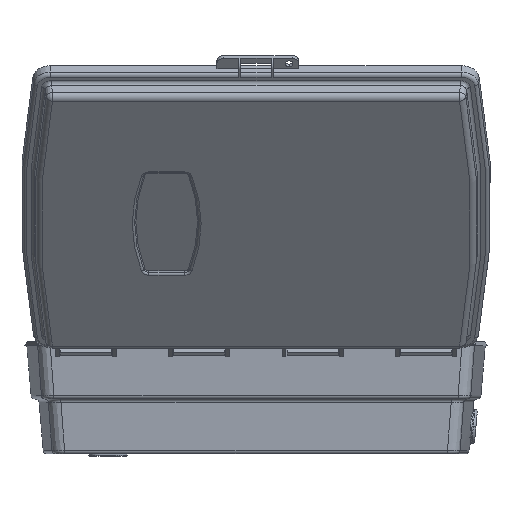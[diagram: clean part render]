
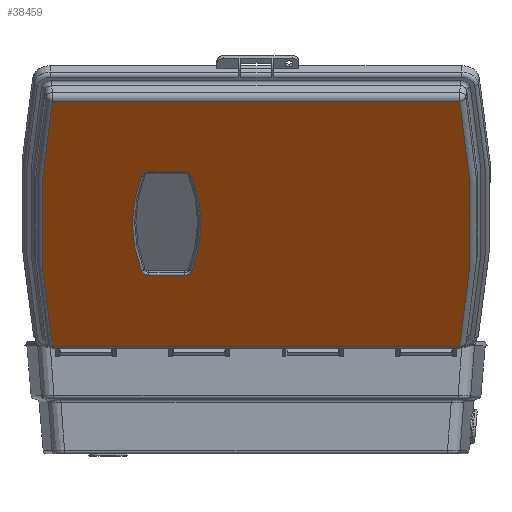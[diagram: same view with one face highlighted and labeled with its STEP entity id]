
A CAD part, left-side view. The second image highlights one B-rep face of the part: STEP entity #38459.
In plain terms, the highlighted face is planar.
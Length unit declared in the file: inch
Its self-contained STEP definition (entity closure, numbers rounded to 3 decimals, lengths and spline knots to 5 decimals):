
#743 = CARTESIAN_POINT ( 'NONE',  ( -2.04724, 2.20221, 0.98425 ) ) ;
#1305 = ORIENTED_EDGE ( 'NONE', *, *, #3996, .T. ) ;
#1365 = CARTESIAN_POINT ( 'NONE',  ( 2.04724, 3.3096, 0.98425 ) ) ;
#1633 = DIRECTION ( 'NONE',  ( 1., 0., 0. ) ) ;
#1637 = ORIENTED_EDGE ( 'NONE', *, *, #2633, .T. ) ;
#1755 = AXIS2_PLACEMENT_3D ( 'NONE', #39060, #26929, #7153 ) ;
#1834 = PLANE ( 'NONE',  #22362 ) ;
#1928 = DIRECTION ( 'NONE',  ( 1., 0., 0. ) ) ;
#1938 = CARTESIAN_POINT ( 'NONE',  ( 1.88068, 3.53531, 0.98425 ) ) ;
#2413 = CARTESIAN_POINT ( 'NONE',  ( 1.81102, 3.3096, 0.98425 ) ) ;
#2554 = DIRECTION ( 'NONE',  ( 0., 0., 1. ) ) ;
#2633 = EDGE_CURVE ( 'NONE', #36961, #16078, #17298, .T. ) ;
#2849 = EDGE_CURVE ( 'NONE', #10461, #21783, #9850, .T. ) ;
#3040 = EDGE_CURVE ( 'NONE', #25085, #12609, #21298, .T. ) ;
#3598 = DIRECTION ( 'NONE',  ( 1., 0., 0. ) ) ;
#3928 = ORIENTED_EDGE ( 'NONE', *, *, #25174, .T. ) ;
#3996 = EDGE_CURVE ( 'NONE', #30290, #10461, #5423, .T. ) ;
#4002 = DIRECTION ( 'NONE',  ( 0., 0., -1. ) ) ;
#4109 = CARTESIAN_POINT ( 'NONE',  ( 4.85162, -6.28438, 0.98425 ) ) ;
#4990 = ORIENTED_EDGE ( 'NONE', *, *, #3040, .T. ) ;
#5423 = CIRCLE ( 'NONE', #35371, 33.00123 ) ;
#6933 = ORIENTED_EDGE ( 'NONE', *, *, #27631, .T. ) ;
#7153 = DIRECTION ( 'NONE',  ( 1., 0., 0. ) ) ;
#7457 = CIRCLE ( 'NONE', #8155, 33.00123 ) ;
#7497 = DIRECTION ( 'NONE',  ( 1., 0., 0. ) ) ;
#7900 = CARTESIAN_POINT ( 'NONE',  ( -4.85162, 6.28438, 0.98425 ) ) ;
#8155 = AXIS2_PLACEMENT_3D ( 'NONE', #17780, #2554, #1928 ) ;
#8628 = ORIENTED_EDGE ( 'NONE', *, *, #26599, .T. ) ;
#8818 = ORIENTED_EDGE ( 'NONE', *, *, #27095, .T. ) ;
#9305 = EDGE_CURVE ( 'NONE', #40067, #30290, #32182, .T. ) ;
#9614 = CARTESIAN_POINT ( 'NONE',  ( -1.88068, 1.9765, 0.98425 ) ) ;
#9850 = LINE ( 'NONE', #25462, #33952 ) ;
#9875 = CARTESIAN_POINT ( 'NONE',  ( 4.85162, 6.28438, 0.98425 ) ) ;
#10461 = VERTEX_POINT ( 'NONE', #4109 ) ;
#11214 = ORIENTED_EDGE ( 'NONE', *, *, #2849, .T. ) ;
#11789 = AXIS2_PLACEMENT_3D ( 'NONE', #2413, #27838, #1633 ) ;
#11856 = CARTESIAN_POINT ( 'NONE',  ( 0., 8.07087, 0.98425 ) ) ;
#11888 = LINE ( 'NONE', #15225, #24250 ) ;
#12285 = EDGE_LOOP ( 'NONE', ( #8628, #16457, #3928, #1637, #26736, #8818, #6933, #4990 ) ) ;
#12609 = VERTEX_POINT ( 'NONE', #38505 ) ;
#12677 = AXIS2_PLACEMENT_3D ( 'NONE', #36733, #4002, #16710 ) ;
#12909 = VERTEX_POINT ( 'NONE', #743 ) ;
#13122 = VERTEX_POINT ( 'NONE', #1365 ) ;
#13582 = EDGE_CURVE ( 'NONE', #21783, #40067, #7457, .T. ) ;
#14564 = DIRECTION ( 'NONE',  ( 0., 0., 1. ) ) ;
#14680 = VECTOR ( 'NONE', #29051, 39.37008 ) ;
#15225 = CARTESIAN_POINT ( 'NONE',  ( 2.04724, 2.20221, 0.98425 ) ) ;
#15958 = AXIS2_PLACEMENT_3D ( 'NONE', #36166, #39502, #17581 ) ;
#16078 = VERTEX_POINT ( 'NONE', #35971 ) ;
#16457 = ORIENTED_EDGE ( 'NONE', *, *, #17256, .T. ) ;
#16710 = DIRECTION ( 'NONE',  ( 1., 0., 0. ) ) ;
#16825 = CIRCLE ( 'NONE', #38807, 6.37795 ) ;
#17256 = EDGE_CURVE ( 'NONE', #19753, #13122, #27767, .T. ) ;
#17298 = CIRCLE ( 'NONE', #15958, 0.23622 ) ;
#17483 = FACE_OUTER_BOUND ( 'NONE', #29350, .T. ) ;
#17581 = DIRECTION ( 'NONE',  ( 1., 0., 0. ) ) ;
#17780 = CARTESIAN_POINT ( 'NONE',  ( 0., -26.35827, 0.98425 ) ) ;
#17857 = ORIENTED_EDGE ( 'NONE', *, *, #13582, .T. ) ;
#19753 = VERTEX_POINT ( 'NONE', #1938 ) ;
#21058 = VERTEX_POINT ( 'NONE', #9614 ) ;
#21252 = CARTESIAN_POINT ( 'NONE',  ( 2.04724, 2.20221, 0.98425 ) ) ;
#21298 = CIRCLE ( 'NONE', #12677, 0.23622 ) ;
#21783 = VERTEX_POINT ( 'NONE', #9875 ) ;
#22342 = DIRECTION ( 'NONE',  ( 0., 0., 1. ) ) ;
#22362 = AXIS2_PLACEMENT_3D ( 'NONE', #27473, #14564, #27275 ) ;
#22736 = DIRECTION ( 'NONE',  ( 0., 1., 0. ) ) ;
#23327 = CARTESIAN_POINT ( 'NONE',  ( -1.81102, 2.20221, 0.98425 ) ) ;
#24250 = VECTOR ( 'NONE', #36725, 39.37008 ) ;
#24423 = DIRECTION ( 'NONE',  ( 0., 1., 0. ) ) ;
#24556 = DIRECTION ( 'NONE',  ( 1., 0., 0. ) ) ;
#25085 = VERTEX_POINT ( 'NONE', #25872 ) ;
#25174 = EDGE_CURVE ( 'NONE', #13122, #36961, #11888, .T. ) ;
#25462 = CARTESIAN_POINT ( 'NONE',  ( 4.85162, 6.43957, 0.98425 ) ) ;
#25872 = CARTESIAN_POINT ( 'NONE',  ( -2.04724, 3.3096, 0.98425 ) ) ;
#26394 = AXIS2_PLACEMENT_3D ( 'NONE', #23327, #36082, #7497 ) ;
#26419 = VECTOR ( 'NONE', #24423, 39.37008 ) ;
#26599 = EDGE_CURVE ( 'NONE', #12609, #19753, #29036, .T. ) ;
#26736 = ORIENTED_EDGE ( 'NONE', *, *, #33713, .T. ) ;
#26929 = DIRECTION ( 'NONE',  ( 0., 0., -1. ) ) ;
#27095 = EDGE_CURVE ( 'NONE', #21058, #12909, #40426, .T. ) ;
#27275 = DIRECTION ( 'NONE',  ( 1., 0., 0. ) ) ;
#27345 = LINE ( 'NONE', #31288, #26419 ) ;
#27473 = CARTESIAN_POINT ( 'NONE',  ( 0., -26.35827, 0.98425 ) ) ;
#27631 = EDGE_CURVE ( 'NONE', #12909, #25085, #27345, .T. ) ;
#27767 = CIRCLE ( 'NONE', #11789, 0.23622 ) ;
#27838 = DIRECTION ( 'NONE',  ( 0., 0., -1. ) ) ;
#28005 = CARTESIAN_POINT ( 'NONE',  ( -4.85162, -6.28438, 0.98425 ) ) ;
#29036 = CIRCLE ( 'NONE', #1755, 6.37795 ) ;
#29051 = DIRECTION ( 'NONE',  ( 0., -1., 0. ) ) ;
#29350 = EDGE_LOOP ( 'NONE', ( #11214, #17857, #33919, #1305 ) ) ;
#30197 = FACE_BOUND ( 'NONE', #12285, .T. ) ;
#30290 = VERTEX_POINT ( 'NONE', #28005 ) ;
#30617 = DIRECTION ( 'NONE',  ( 0., 0., -1. ) ) ;
#31288 = CARTESIAN_POINT ( 'NONE',  ( -2.04724, 3.3096, 0.98425 ) ) ;
#32182 = LINE ( 'NONE', #35540, #14680 ) ;
#33713 = EDGE_CURVE ( 'NONE', #16078, #21058, #16825, .T. ) ;
#33919 = ORIENTED_EDGE ( 'NONE', *, *, #9305, .T. ) ;
#33952 = VECTOR ( 'NONE', #22736, 39.37008 ) ;
#35371 = AXIS2_PLACEMENT_3D ( 'NONE', #39053, #22342, #3598 ) ;
#35540 = CARTESIAN_POINT ( 'NONE',  ( -4.85162, -6.43957, 0.98425 ) ) ;
#35971 = CARTESIAN_POINT ( 'NONE',  ( 1.88068, 1.9765, 0.98425 ) ) ;
#36082 = DIRECTION ( 'NONE',  ( 0., 0., -1. ) ) ;
#36166 = CARTESIAN_POINT ( 'NONE',  ( 1.81102, 2.20221, 0.98425 ) ) ;
#36725 = DIRECTION ( 'NONE',  ( 0., -1., 0. ) ) ;
#36733 = CARTESIAN_POINT ( 'NONE',  ( -1.81102, 3.3096, 0.98425 ) ) ;
#36961 = VERTEX_POINT ( 'NONE', #21252 ) ;
#38459 = ADVANCED_FACE ( 'NONE', ( #30197, #17483 ), #1834, .T. ) ;
#38505 = CARTESIAN_POINT ( 'NONE',  ( -1.88068, 3.53531, 0.98425 ) ) ;
#38807 = AXIS2_PLACEMENT_3D ( 'NONE', #11856, #30617, #24556 ) ;
#39053 = CARTESIAN_POINT ( 'NONE',  ( 0., 26.35827, 0.98425 ) ) ;
#39060 = CARTESIAN_POINT ( 'NONE',  ( 0., -2.55906, 0.98425 ) ) ;
#39502 = DIRECTION ( 'NONE',  ( 0., 0., -1. ) ) ;
#40067 = VERTEX_POINT ( 'NONE', #7900 ) ;
#40426 = CIRCLE ( 'NONE', #26394, 0.23622 ) ;
